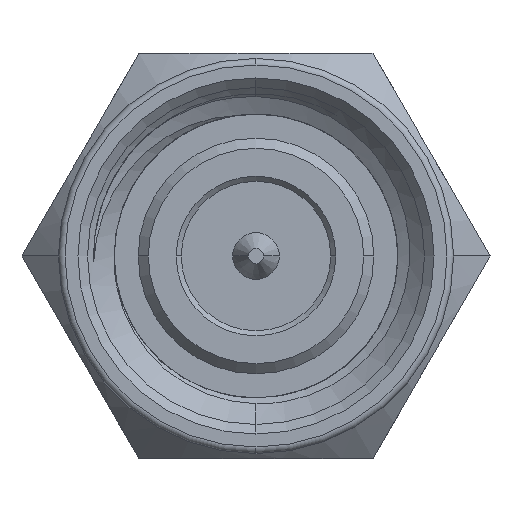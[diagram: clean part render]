
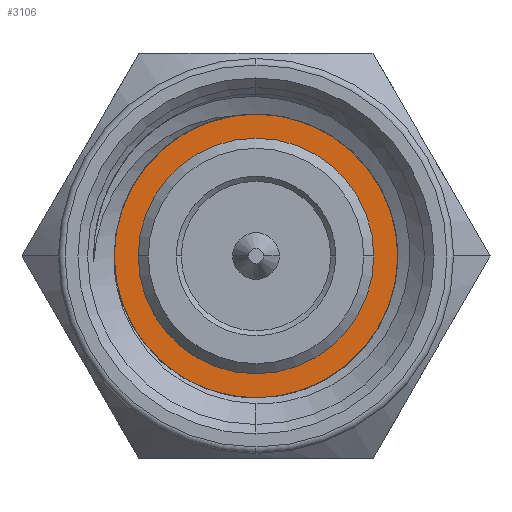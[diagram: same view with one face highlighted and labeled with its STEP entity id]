
A CAD part, left-side view. The second image highlights one B-rep face of the part: STEP entity #3106.
In plain terms, the highlighted planar face has unit normal (-1, 0, 0).
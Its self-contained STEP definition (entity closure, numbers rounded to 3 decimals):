
#29=CARTESIAN_POINT('',(1.7,0.,0.));
#30=DIRECTION('',(1.,0.,0.));
#31=DIRECTION('',(0.,1.,0.));
#32=AXIS2_PLACEMENT_3D('',#29,#30,#31);
#39=CARTESIAN_POINT('',(1.7,0.,0.));
#40=DIRECTION('',(-1.,0.,0.));
#41=DIRECTION('',(0.,1.,0.));
#42=AXIS2_PLACEMENT_3D('',#39,#40,#41);
#44=CARTESIAN_POINT('',(1.7,0.,0.));
#45=DIRECTION('',(1.,0.,0.));
#46=DIRECTION('',(0.,1.,0.));
#47=AXIS2_PLACEMENT_3D('',#44,#45,#46);
#2643=CARTESIAN_POINT('',(1.7,0.,0.));
#2644=DIRECTION('',(1.,0.,0.));
#2645=DIRECTION('',(0.,-1.,0.));
#2646=AXIS2_PLACEMENT_3D('',#2643,#2644,#2645);
#2879=CARTESIAN_POINT('',(1.7,3.,0.));
#2880=CARTESIAN_POINT('',(1.7,-3.,0.));
#2881=VERTEX_POINT('',#2879);
#2882=VERTEX_POINT('',#2880);
#2887=CARTESIAN_POINT('',(1.7,2.325,0.));
#2888=CARTESIAN_POINT('',(1.7,-2.325,0.));
#2889=VERTEX_POINT('',#2887);
#2890=VERTEX_POINT('',#2888);
#3090=CARTESIAN_POINT('',(1.7,0.,0.));
#3091=DIRECTION('',(-1.,0.,0.));
#3092=DIRECTION('',(0.,1.,0.));
#3093=AXIS2_PLACEMENT_3D('',#3090,#3091,#3092);
#3094=PLANE('',#3093);
#3096=ORIENTED_EDGE('',*,*,#3095,.F.);
#3098=ORIENTED_EDGE('',*,*,#3097,.T.);
#3099=EDGE_LOOP('',(#3096,#3098));
#3100=FACE_OUTER_BOUND('',#3099,.F.);
#3101=ORIENTED_EDGE('',*,*,#3080,.F.);
#3103=ORIENTED_EDGE('',*,*,#3102,.F.);
#3104=EDGE_LOOP('',(#3101,#3103));
#3105=FACE_BOUND('',#3104,.F.);
#3106=ADVANCED_FACE('',(#3100,#3105),#3094,.T.);
#33=CIRCLE('',#32,2.325);
#43=CIRCLE('',#42,3.);
#48=CIRCLE('',#47,3.);
#2647=CIRCLE('',#2646,2.325);
#3080=EDGE_CURVE('',#2889,#2890,#33,.T.);
#3095=EDGE_CURVE('',#2881,#2882,#43,.T.);
#3097=EDGE_CURVE('',#2881,#2882,#48,.T.);
#3102=EDGE_CURVE('',#2890,#2889,#2647,.T.);
